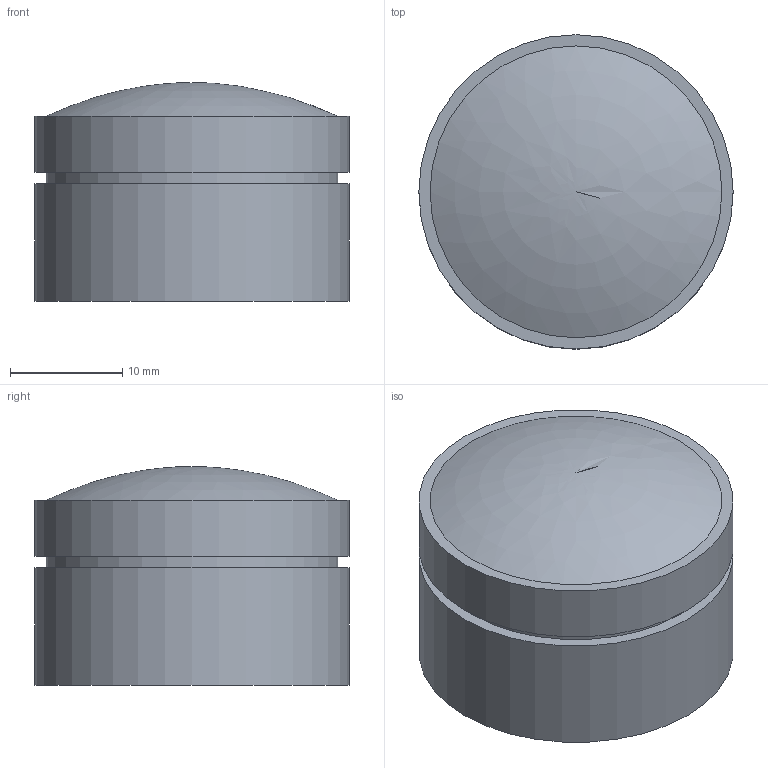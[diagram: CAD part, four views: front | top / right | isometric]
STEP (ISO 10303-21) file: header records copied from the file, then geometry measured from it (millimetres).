
FILE_DESCRIPTION(/* description */ ('','CAx-IF Rec.Pracs.---Representation and Presentation of Product Manufacturing Information (PMI)---4.0---2014-10-13'),/* implementation_level */ '2;1');
FILE_NAME(/* name */ '1.55mm 28mm diameter allsky lens.step',/* time_stamp */ '2025-03-03T18:01:01+01:00',/* author */ (''),/* organization */ (''),/* preprocessor_version */ 'ST-DEVELOPER v20',/* originating_system */ 'Autodesk Translation Framework v13.20.0.188',/* authorisation */ '');
FILE_SCHEMA (('AP242_MANAGED_MODEL_BASED_3D_ENGINEERING_MIM_LF { 1 0 10303 442 1 1 4 }'));
Length unit declared in the file: millimetre
Products named in the file (1): AllSkyCam v4 lens
Bounding box: 28 x 28 x 19.5 mm (x, y, z)
Volume: 8316.4 mm3; surface area: 4616.2 mm2
Topology: 4 solids, 4 shells, 13 faces, 18 edges, 12 vertices
Faces by surface type: plane 7, cylinder 4, bspline 2
Full cylindrical faces by diameter (mm): 26 x2, 28 x2
Entity records: 436 total; most frequent: CARTESIAN_POINT 166, DIRECTION 48, ORIENTED_EDGE 32, AXIS2_PLACEMENT_3D 22, EDGE_LOOP 16, EDGE_CURVE 16, FACE_OUTER_BOUND 13, ADVANCED_FACE 13
